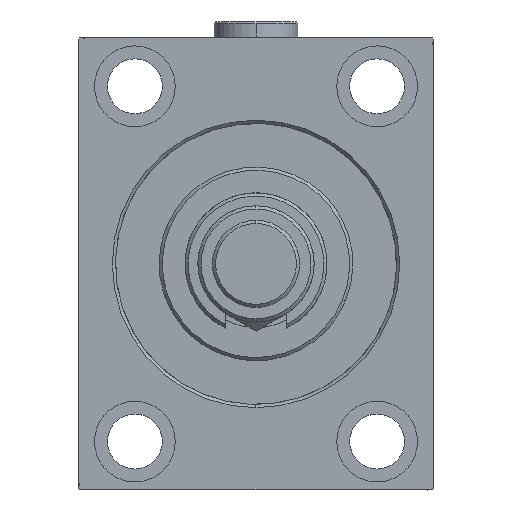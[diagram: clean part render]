
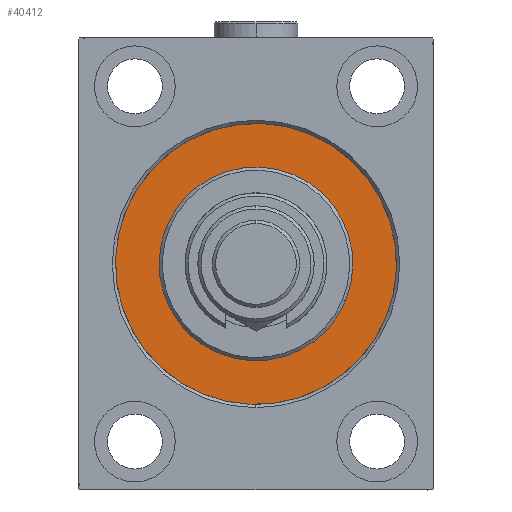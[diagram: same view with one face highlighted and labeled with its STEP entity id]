
A CAD part, left-side view. The second image highlights one B-rep face of the part: STEP entity #40412.
In plain terms, the highlighted face is planar.
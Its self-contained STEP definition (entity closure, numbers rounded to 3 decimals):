
#826 = DIRECTION ( 'NONE',  ( 0., 0., -1. ) ) ;
#2209 = VERTEX_POINT ( 'NONE', #12663 ) ;
#2324 = CARTESIAN_POINT ( 'NONE',  ( 0., 0., 0. ) ) ;
#3295 = AXIS2_PLACEMENT_3D ( 'NONE', #21371, #28899, #32781 ) ;
#5483 = CIRCLE ( 'NONE', #23308, 43.5 ) ;
#5676 = PLANE ( 'NONE',  #43510 ) ;
#7601 = DIRECTION ( 'NONE',  ( 1., 0., 0. ) ) ;
#10667 = DIRECTION ( 'NONE',  ( 0., 0., 1. ) ) ;
#12274 = ORIENTED_EDGE ( 'NONE', *, *, #35879, .F. ) ;
#12663 = CARTESIAN_POINT ( 'NONE',  ( 0., 0., 43.5 ) ) ;
#13676 = FACE_BOUND ( 'NONE', #15424, .T. ) ;
#14370 = EDGE_LOOP ( 'NONE', ( #36039, #25964 ) ) ;
#14779 = AXIS2_PLACEMENT_3D ( 'NONE', #45480, #7601, #826 ) ;
#15384 = CARTESIAN_POINT ( 'NONE',  ( 0., 0., 30. ) ) ;
#15424 = EDGE_LOOP ( 'NONE', ( #12274, #35627 ) ) ;
#16849 = CARTESIAN_POINT ( 'NONE',  ( 0., 0., 0. ) ) ;
#17142 = DIRECTION ( 'NONE',  ( 0., 0., 1. ) ) ;
#17842 = EDGE_CURVE ( 'NONE', #21552, #21011, #24242, .T. ) ;
#17913 = CIRCLE ( 'NONE', #14779, 30. ) ;
#18366 = CARTESIAN_POINT ( 'NONE',  ( 0., 0., -43.5 ) ) ;
#20726 = DIRECTION ( 'NONE',  ( 0., 0., 1. ) ) ;
#21011 = VERTEX_POINT ( 'NONE', #15384 ) ;
#21371 = CARTESIAN_POINT ( 'NONE',  ( 0., 0., 0. ) ) ;
#21552 = VERTEX_POINT ( 'NONE', #35943 ) ;
#23308 = AXIS2_PLACEMENT_3D ( 'NONE', #2324, #24192, #17142 ) ;
#23558 = VERTEX_POINT ( 'NONE', #18366 ) ;
#24192 = DIRECTION ( 'NONE',  ( -1., 0., 0. ) ) ;
#24242 = CIRCLE ( 'NONE', #3295, 30. ) ;
#25964 = ORIENTED_EDGE ( 'NONE', *, *, #44375, .F. ) ;
#28899 = DIRECTION ( 'NONE',  ( 1., 0., 0. ) ) ;
#31250 = CIRCLE ( 'NONE', #35140, 43.5 ) ;
#32781 = DIRECTION ( 'NONE',  ( 0., 0., -1. ) ) ;
#35140 = AXIS2_PLACEMENT_3D ( 'NONE', #43465, #47345, #10667 ) ;
#35627 = ORIENTED_EDGE ( 'NONE', *, *, #17842, .F. ) ;
#35879 = EDGE_CURVE ( 'NONE', #21011, #21552, #17913, .T. ) ;
#35943 = CARTESIAN_POINT ( 'NONE',  ( 0., 0., -30. ) ) ;
#36039 = ORIENTED_EDGE ( 'NONE', *, *, #38651, .F. ) ;
#38651 = EDGE_CURVE ( 'NONE', #23558, #2209, #5483, .T. ) ;
#38704 = FACE_OUTER_BOUND ( 'NONE', #14370, .T. ) ;
#40412 = ADVANCED_FACE ( 'NONE', ( #13676, #38704 ), #5676, .F. ) ;
#43299 = DIRECTION ( 'NONE',  ( -1., 0., 0. ) ) ;
#43465 = CARTESIAN_POINT ( 'NONE',  ( 0., 0., 0. ) ) ;
#43510 = AXIS2_PLACEMENT_3D ( 'NONE', #16849, #43299, #20726 ) ;
#44375 = EDGE_CURVE ( 'NONE', #2209, #23558, #31250, .T. ) ;
#45480 = CARTESIAN_POINT ( 'NONE',  ( 0., 0., 0. ) ) ;
#47345 = DIRECTION ( 'NONE',  ( -1., 0., 0. ) ) ;
